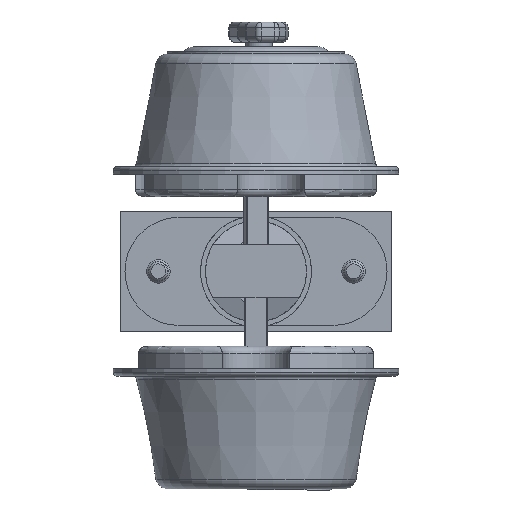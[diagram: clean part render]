
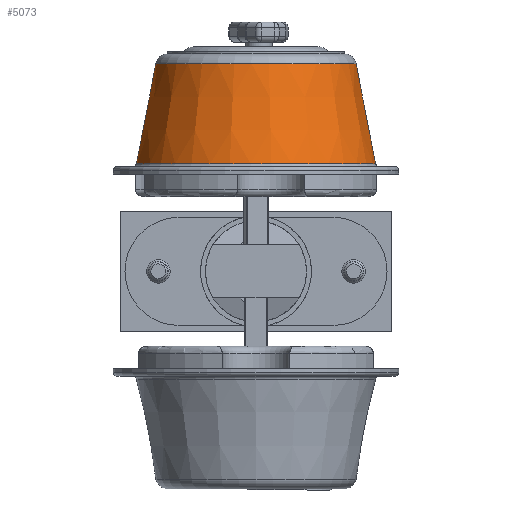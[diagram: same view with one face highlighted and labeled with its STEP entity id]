
A CAD part, left-side view. The second image highlights one B-rep face of the part: STEP entity #5073.
In plain terms, the highlighted conical face has half-angle 11 degrees and reference radius 25.4 mm.
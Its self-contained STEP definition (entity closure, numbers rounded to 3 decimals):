
#230=CONICAL_SURFACE('',#5659,25.4,0.192);
#442=CIRCLE('',#5648,25.28);
#446=CIRCLE('',#5654,21.171);
#544=FACE_BOUND('',#1300,.T.);
#936=FACE_OUTER_BOUND('',#1299,.T.);
#1299=EDGE_LOOP('',(#4275));
#1300=EDGE_LOOP('',(#4276));
#2436=VERTEX_POINT('',#8876);
#2440=VERTEX_POINT('',#8886);
#3071=EDGE_CURVE('',#2436,#2436,#442,.F.);
#3075=EDGE_CURVE('',#2440,#2440,#446,.T.);
#4275=ORIENTED_EDGE('',*,*,#3071,.T.);
#4276=ORIENTED_EDGE('',*,*,#3075,.T.);
#5073=ADVANCED_FACE('',(#936,#544),#230,.T.);
#5648=AXIS2_PLACEMENT_3D('',#8877,#6922,#6923);
#5654=AXIS2_PLACEMENT_3D('',#8887,#6934,#6935);
#5659=AXIS2_PLACEMENT_3D('',#8894,#6944,#6945);
#6922=DIRECTION('center_axis',(0.,-1.,0.));
#6923=DIRECTION('ref_axis',(0.,0.,-1.));
#6934=DIRECTION('center_axis',(0.,-1.,0.));
#6935=DIRECTION('ref_axis',(0.,0.,-1.));
#6944=DIRECTION('center_axis',(0.,-1.,0.));
#6945=DIRECTION('ref_axis',(0.,0.,1.));
#8876=CARTESIAN_POINT('',(0.,0.617,-25.28));
#8877=CARTESIAN_POINT('Origin',(0.,0.617,0.));
#8886=CARTESIAN_POINT('',(0.,21.757,-21.171));
#8887=CARTESIAN_POINT('Origin',(0.,21.757,0.));
#8894=CARTESIAN_POINT('Origin',(0.,0.,0.));
